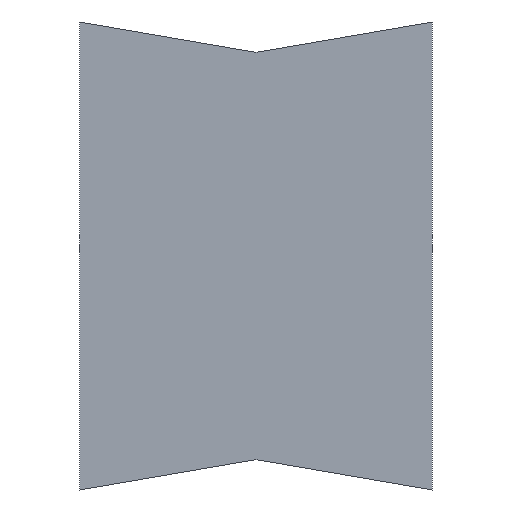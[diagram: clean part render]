
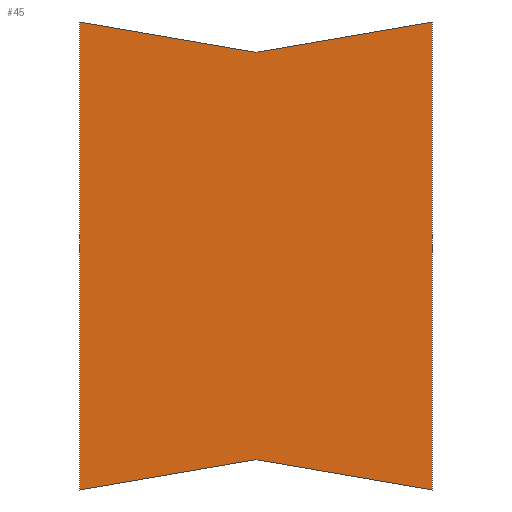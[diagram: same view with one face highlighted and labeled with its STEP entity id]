
A CAD part, left-side view. The second image highlights one B-rep face of the part: STEP entity #45.
In plain terms, the highlighted planar face has unit normal (-1, 0, 0).
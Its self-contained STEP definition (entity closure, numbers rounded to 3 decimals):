
#45=ADVANCED_FACE('',(#85),#86,.F.);
#85=FACE_OUTER_BOUND('',#117,.T.);
#86=PLANE('',#118);
#117=EDGE_LOOP('',(#173,#174,#175,#176,#177,#178));
#118=AXIS2_PLACEMENT_3D('',#179,#180,#181);
#173=ORIENTED_EDGE('',*,*,#216,.F.);
#174=ORIENTED_EDGE('',*,*,#196,.F.);
#175=ORIENTED_EDGE('',*,*,#201,.F.);
#176=ORIENTED_EDGE('',*,*,#205,.F.);
#177=ORIENTED_EDGE('',*,*,#209,.F.);
#178=ORIENTED_EDGE('',*,*,#213,.F.);
#179=CARTESIAN_POINT('',(0.0,56.75,50.));
#180=DIRECTION('',(1.0,0.0,0.0));
#181=DIRECTION('',(0.0,-1.0,0.0));
#196=EDGE_CURVE('',#224,#226,#227,.T.);
#201=EDGE_CURVE('',#232,#224,#234,.T.);
#205=EDGE_CURVE('',#238,#232,#240,.T.);
#209=EDGE_CURVE('',#244,#238,#246,.T.);
#213=EDGE_CURVE('',#250,#244,#252,.T.);
#216=EDGE_CURVE('',#226,#250,#255,.T.);
#224=VERTEX_POINT('',#264);
#226=VERTEX_POINT('',#267);
#227=LINE('',#268,#269);
#232=VERTEX_POINT('',#276);
#234=LINE('',#279,#280);
#238=VERTEX_POINT('',#285);
#240=LINE('',#288,#289);
#244=VERTEX_POINT('',#294);
#246=LINE('',#297,#298);
#250=VERTEX_POINT('',#303);
#252=LINE('',#306,#307);
#255=LINE('',#311,#312);
#264=CARTESIAN_POINT('',(0.0,50.0,58.95));
#267=CARTESIAN_POINT('',(0.0,50.0,41.05));
#268=CARTESIAN_POINT('',(0.0,50.0,58.95));
#269=VECTOR('',#318,1.0);
#276=CARTESIAN_POINT('',(0.0,56.75,57.79));
#279=CARTESIAN_POINT('',(0.0,56.75,57.79));
#280=VECTOR('',#322,1.0);
#285=CARTESIAN_POINT('',(0.0,63.5,58.95));
#288=CARTESIAN_POINT('',(0.0,63.5,58.95));
#289=VECTOR('',#325,1.0);
#294=CARTESIAN_POINT('',(0.0,63.5,41.05));
#297=CARTESIAN_POINT('',(0.0,63.5,41.05));
#298=VECTOR('',#328,1.0);
#303=CARTESIAN_POINT('',(0.0,56.75,42.21));
#306=CARTESIAN_POINT('',(0.0,56.75,42.21));
#307=VECTOR('',#331,1.0);
#311=CARTESIAN_POINT('',(0.0,50.0,41.05));
#312=VECTOR('',#333,1.0);
#318=DIRECTION('',(0.0,0.0,-1.0));
#322=DIRECTION('',(0.0,-0.986,0.169));
#325=DIRECTION('',(0.0,-0.986,-0.169));
#328=DIRECTION('',(0.0,0.0,1.0));
#331=DIRECTION('',(0.0,0.986,-0.169));
#333=DIRECTION('',(0.0,0.986,0.169));
